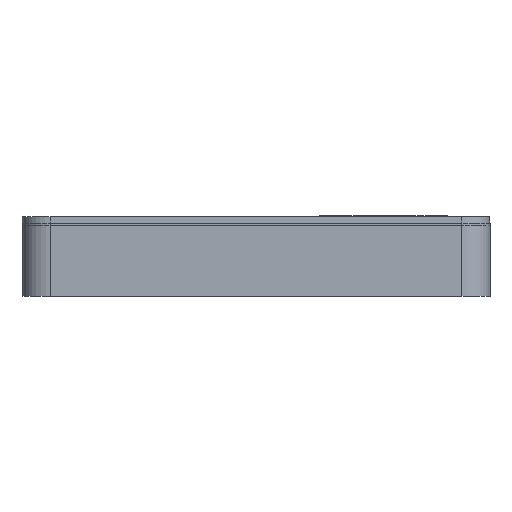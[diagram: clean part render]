
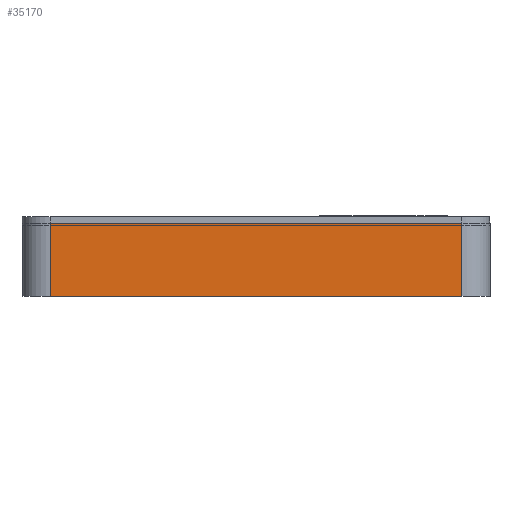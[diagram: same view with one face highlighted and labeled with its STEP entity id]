
A CAD part, front view. The second image highlights one B-rep face of the part: STEP entity #35170.
In plain terms, the highlighted planar face has unit normal (0, -1, 0).
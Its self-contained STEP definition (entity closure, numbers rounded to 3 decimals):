
#2437=PLANE('',#37281);
#3502=FACE_OUTER_BOUND('',#5384,.T.);
#5384=EDGE_LOOP('',(#24729,#24730,#24731,#24732));
#7466=LINE('',#47198,#11123);
#7479=LINE('',#47237,#11136);
#7487=LINE('',#47255,#11144);
#7488=LINE('',#47258,#11145);
#11123=VECTOR('',#39365,10.);
#11136=VECTOR('',#39396,10.);
#11144=VECTOR('',#39412,10.);
#11145=VECTOR('',#39417,10.);
#15477=VERTEX_POINT('',#47195);
#15478=VERTEX_POINT('',#47197);
#15495=VERTEX_POINT('',#47235);
#15501=VERTEX_POINT('',#47254);
#19265=EDGE_CURVE('',#15477,#15478,#7466,.T.);
#19285=EDGE_CURVE('',#15495,#15477,#7479,.T.);
#19294=EDGE_CURVE('',#15478,#15501,#7487,.T.);
#19296=EDGE_CURVE('',#15501,#15495,#7488,.T.);
#24729=ORIENTED_EDGE('',*,*,#19285,.F.);
#24730=ORIENTED_EDGE('',*,*,#19296,.F.);
#24731=ORIENTED_EDGE('',*,*,#19294,.F.);
#24732=ORIENTED_EDGE('',*,*,#19265,.F.);
#35170=ADVANCED_FACE('',(#3502),#2437,.T.);
#37281=AXIS2_PLACEMENT_3D('',#47257,#39415,#39416);
#39365=DIRECTION('',(1.,0.,0.));
#39396=DIRECTION('',(0.,0.,1.));
#39412=DIRECTION('',(0.,0.,-1.));
#39415=DIRECTION('center_axis',(0.,-1.,0.));
#39416=DIRECTION('ref_axis',(1.,0.,0.));
#39417=DIRECTION('',(-1.,0.,0.));
#47195=CARTESIAN_POINT('',(-3.139,-64.721,13.));
#47197=CARTESIAN_POINT('',(70.048,-64.721,13.));
#47198=CARTESIAN_POINT('',(75.048,-64.721,13.));
#47235=CARTESIAN_POINT('',(-3.139,-64.721,0.));
#47237=CARTESIAN_POINT('',(-3.139,-64.721,0.));
#47254=CARTESIAN_POINT('',(70.048,-64.721,0.));
#47255=CARTESIAN_POINT('',(70.048,-64.721,0.));
#47257=CARTESIAN_POINT('Origin',(-8.139,-64.721,0.));
#47258=CARTESIAN_POINT('',(75.048,-64.721,0.));
